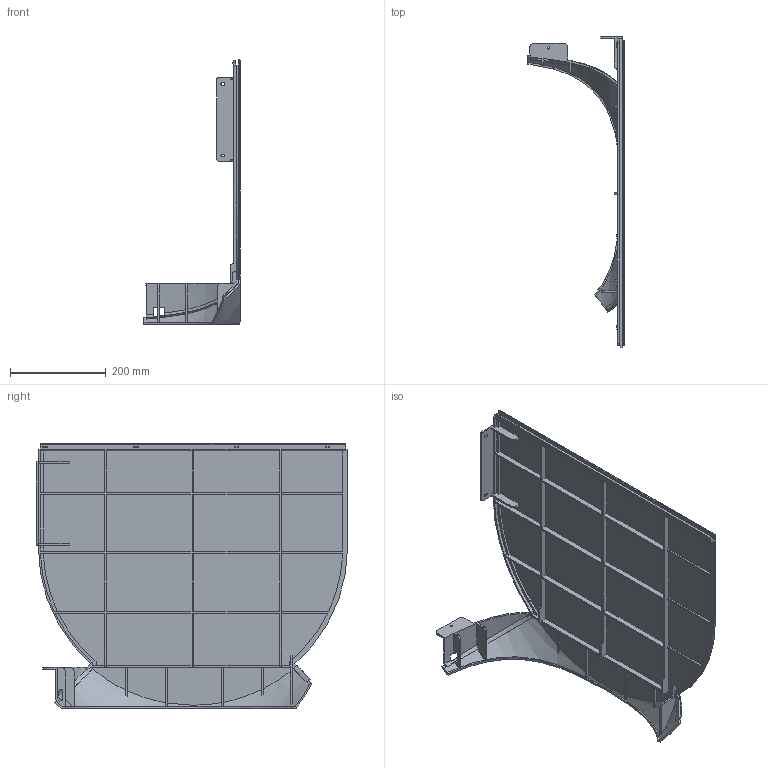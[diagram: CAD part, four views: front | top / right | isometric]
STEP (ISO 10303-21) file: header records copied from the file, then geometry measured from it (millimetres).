
FILE_DESCRIPTION (( 'STEP AP203' ), '1' );
FILE_NAME ('MS001-B.04.005SL.1.1 酘耜啣.step', '2021-08-27T10:52:02', ( 'Windows User' ), ( 'P R C' ), 'SwSTEP 2.0', 'SolidWorks 2016', '' );
FILE_SCHEMA (( 'CONFIG_CONTROL_DESIGN' ));
Length unit declared in the file: millimetre
Products named in the file (1): MS001-B.04.005SL.1.1 酘耜啣
Bounding box: 201.99 x 650 x 553.2 mm (x, y, z)
Volume: 1659963.3 mm3; surface area: 852814.2 mm2
Topology: 1 solids, 1 shells, 289 faces, 832 edges, 553 vertices
Faces by surface type: plane 201, cylinder 59, bspline 29
Entity records: 12804 total; most frequent: CARTESIAN_POINT 5333, ORIENTED_EDGE 1664, DIRECTION 1352, EDGE_CURVE 832, VECTOR 594, LINE 594, VERTEX_POINT 553, AXIS2_PLACEMENT_3D 379
